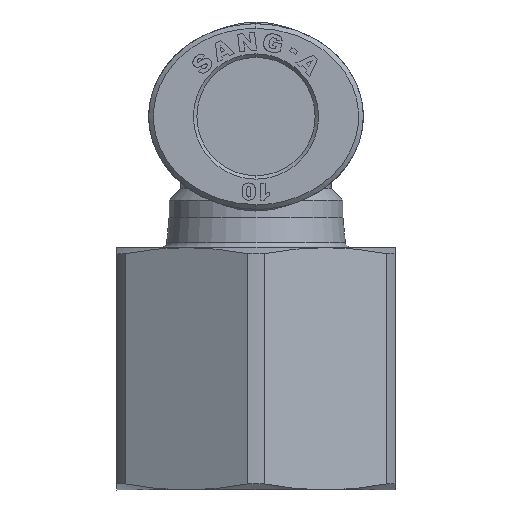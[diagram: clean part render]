
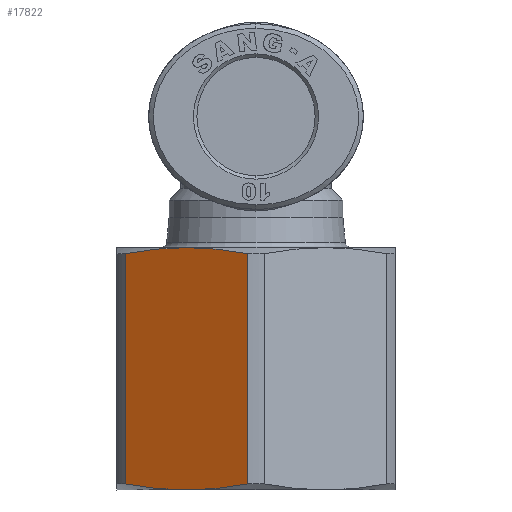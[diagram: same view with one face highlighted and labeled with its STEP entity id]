
A CAD part, left-side view. The second image highlights one B-rep face of the part: STEP entity #17822.
In plain terms, the highlighted planar face has unit normal (-0.866, 0.5, 0).
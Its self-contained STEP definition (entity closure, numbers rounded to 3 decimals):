
#1742 = CARTESIAN_POINT ( 'NONE',  ( -20.136, 5.117, -11.3 ) ) ;
#1951 = LINE ( 'NONE', #8244, #17603 ) ;
#1986 = CARTESIAN_POINT ( 'NONE',  ( -19.626, 6., -11.3 ) ) ;
#2648 = CARTESIAN_POINT ( 'NONE',  ( -20.644, 4.237, -11.348 ) ) ;
#2932 = ORIENTED_EDGE ( 'NONE', *, *, #14424, .T. ) ;
#2951 = EDGE_CURVE ( 'NONE', #29067, #23677, #21578, .T. ) ;
#3019 = ORIENTED_EDGE ( 'NONE', *, *, #17876, .F. ) ;
#3210 = PLANE ( 'NONE',  #26530 ) ;
#3508 = CARTESIAN_POINT ( 'NONE',  ( -22.663, 0.739, -31.672 ) ) ;
#4269 = CARTESIAN_POINT ( 'NONE',  ( -18.607, 7.763, -32.152 ) ) ;
#4318 = CARTESIAN_POINT ( 'NONE',  ( -18.607, 7.763, -11.348 ) ) ;
#4366 = EDGE_CURVE ( 'NONE', #15495, #4606, #1951, .T. ) ;
#4606 = VERTEX_POINT ( 'NONE', #16144 ) ;
#4952 = ORIENTED_EDGE ( 'NONE', *, *, #4366, .T. ) ;
#5427 = CARTESIAN_POINT ( 'NONE',  ( -19.626, 6., -32.2 ) ) ;
#5765 = DIRECTION ( 'NONE',  ( -0.5, -0.866, 0. ) ) ;
#6075 = CARTESIAN_POINT ( 'NONE',  ( -19.626, 6., -11.3 ) ) ;
#6640 = CARTESIAN_POINT ( 'NONE',  ( -19.626, 6., -11.3 ) ) ;
#6649 = CARTESIAN_POINT ( 'NONE',  ( -17.091, 10.39, -31.838 ) ) ;
#8205 = CARTESIAN_POINT ( 'NONE',  ( -20.644, 4.237, -32.152 ) ) ;
#8244 = CARTESIAN_POINT ( 'NONE',  ( -22.663, 0.739, -32.2 ) ) ;
#10525 = VECTOR ( 'NONE', #15866, 1000. ) ;
#10813 = CARTESIAN_POINT ( 'NONE',  ( -21.656, 2.484, -31.971 ) ) ;
#10933 = DIRECTION ( 'NONE',  ( 0., 0., 1. ) ) ;
#11672 = CARTESIAN_POINT ( 'NONE',  ( -22.16, 1.61, -11.662 ) ) ;
#11697 = CARTESIAN_POINT ( 'NONE',  ( -16.588, 11.261, -11.828 ) ) ;
#11860 = CARTESIAN_POINT ( 'NONE',  ( -22.663, 0.739, -11.828 ) ) ;
#12222 = VERTEX_POINT ( 'NONE', #11697 ) ;
#12836 = CARTESIAN_POINT ( 'NONE',  ( -22.663, 0.739, -31.672 ) ) ;
#13274 = ORIENTED_EDGE ( 'NONE', *, *, #23229, .T. ) ;
#13576 = FACE_OUTER_BOUND ( 'NONE', #29386, .T. ) ;
#13666 = CARTESIAN_POINT ( 'NONE',  ( -17.595, 9.516, -11.529 ) ) ;
#13725 = B_SPLINE_CURVE_WITH_KNOTS ( 'NONE', 3,
 ( #1986, #13872, #4318, #13666, #18184, #27409 ),
 .UNSPECIFIED., .F., .F.,
 ( 4, 2, 4 ),
 ( 0., 0.003, 0.006 ),
 .UNSPECIFIED. ) ;
#13872 = CARTESIAN_POINT ( 'NONE',  ( -19.115, 6.883, -11.3 ) ) ;
#14424 = EDGE_CURVE ( 'NONE', #12222, #23677, #22936, .T. ) ;
#15495 = VERTEX_POINT ( 'NONE', #3508 ) ;
#15866 = DIRECTION ( 'NONE',  ( 0., 0., -1. ) ) ;
#15968 = CARTESIAN_POINT ( 'NONE',  ( -16.588, 11.261, -32.2 ) ) ;
#16029 = B_SPLINE_CURVE_WITH_KNOTS ( 'NONE', 3,
 ( #11860, #11672, #27992, #2648, #1742, #6640 ),
 .UNSPECIFIED., .F., .F.,
 ( 4, 2, 4 ),
 ( 0., 0.003, 0.006 ),
 .UNSPECIFIED. ) ;
#16083 = CARTESIAN_POINT ( 'NONE',  ( -19.626, 6., -32.2 ) ) ;
#16144 = CARTESIAN_POINT ( 'NONE',  ( -22.663, 0.739, -11.828 ) ) ;
#17603 = VECTOR ( 'NONE', #10933, 1000. ) ;
#17822 = ADVANCED_FACE ( 'NONE', ( #13576 ), #3210, .T. ) ;
#17876 = EDGE_CURVE ( 'NONE', #15495, #29067, #18228, .T. ) ;
#18184 = CARTESIAN_POINT ( 'NONE',  ( -17.091, 10.39, -11.662 ) ) ;
#18228 = B_SPLINE_CURVE_WITH_KNOTS ( 'NONE', 3,
 ( #12836, #29130, #10813, #8205, #27202, #20185 ),
 .UNSPECIFIED., .F., .F.,
 ( 4, 2, 4 ),
 ( 0., 0.003, 0.006 ),
 .UNSPECIFIED. ) ;
#19684 = CARTESIAN_POINT ( 'NONE',  ( -23.09, 0., -32.2 ) ) ;
#20161 = CARTESIAN_POINT ( 'NONE',  ( -16.588, 11.261, -31.672 ) ) ;
#20185 = CARTESIAN_POINT ( 'NONE',  ( -19.626, 6., -32.2 ) ) ;
#20443 = CARTESIAN_POINT ( 'NONE',  ( -19.115, 6.883, -32.2 ) ) ;
#21016 = VERTEX_POINT ( 'NONE', #6075 ) ;
#21173 = ORIENTED_EDGE ( 'NONE', *, *, #2951, .F. ) ;
#21578 = B_SPLINE_CURVE_WITH_KNOTS ( 'NONE', 3,
 ( #16083, #20443, #4269, #29703, #6649, #22798 ),
 .UNSPECIFIED., .F., .F.,
 ( 4, 2, 4 ),
 ( 0., 0.003, 0.006 ),
 .UNSPECIFIED. ) ;
#22798 = CARTESIAN_POINT ( 'NONE',  ( -16.588, 11.261, -31.672 ) ) ;
#22936 = LINE ( 'NONE', #15968, #10525 ) ;
#23229 = EDGE_CURVE ( 'NONE', #21016, #12222, #13725, .T. ) ;
#23677 = VERTEX_POINT ( 'NONE', #20161 ) ;
#23969 = DIRECTION ( 'NONE',  ( -0.866, 0.5, 0. ) ) ;
#26530 = AXIS2_PLACEMENT_3D ( 'NONE', #19684, #23969, #5765 ) ;
#27202 = CARTESIAN_POINT ( 'NONE',  ( -20.136, 5.117, -32.2 ) ) ;
#27409 = CARTESIAN_POINT ( 'NONE',  ( -16.588, 11.261, -11.828 ) ) ;
#27900 = ORIENTED_EDGE ( 'NONE', *, *, #28503, .T. ) ;
#27992 = CARTESIAN_POINT ( 'NONE',  ( -21.656, 2.484, -11.529 ) ) ;
#28503 = EDGE_CURVE ( 'NONE', #4606, #21016, #16029, .T. ) ;
#29067 = VERTEX_POINT ( 'NONE', #5427 ) ;
#29130 = CARTESIAN_POINT ( 'NONE',  ( -22.16, 1.61, -31.838 ) ) ;
#29386 = EDGE_LOOP ( 'NONE', ( #21173, #3019, #4952, #27900, #13274, #2932 ) ) ;
#29703 = CARTESIAN_POINT ( 'NONE',  ( -17.595, 9.516, -31.971 ) ) ;
